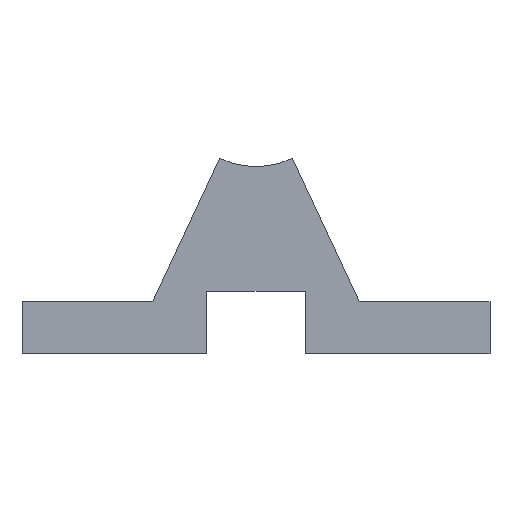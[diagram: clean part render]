
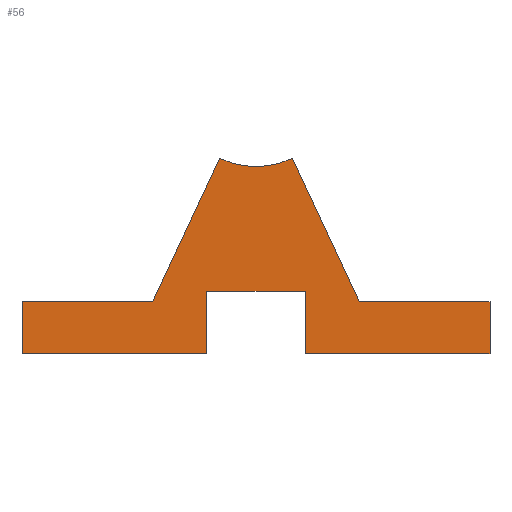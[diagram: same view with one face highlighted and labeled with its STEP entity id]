
A CAD part, front view. The second image highlights one B-rep face of the part: STEP entity #56.
In plain terms, the highlighted planar face has unit normal (0, -1, 0).
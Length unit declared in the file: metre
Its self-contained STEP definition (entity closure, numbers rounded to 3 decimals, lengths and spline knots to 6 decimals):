
#56 = ADVANCED_FACE( '', ( #137 ), #138, .T. );
#137 = FACE_OUTER_BOUND( '', #294, .T. );
#138 = PLANE( '', #295 );
#294 = EDGE_LOOP( '', ( #445, #446, #447, #448, #449, #450, #451, #452, #453, #454, #455, #456 ) );
#295 = AXIS2_PLACEMENT_3D( '', #457, #458, #459 );
#445 = ORIENTED_EDGE( '', *, *, #717, .F. );
#446 = ORIENTED_EDGE( '', *, *, #718, .T. );
#447 = ORIENTED_EDGE( '', *, *, #719, .T. );
#448 = ORIENTED_EDGE( '', *, *, #720, .T. );
#449 = ORIENTED_EDGE( '', *, *, #721, .F. );
#450 = ORIENTED_EDGE( '', *, *, #722, .F. );
#451 = ORIENTED_EDGE( '', *, *, #723, .F. );
#452 = ORIENTED_EDGE( '', *, *, #724, .F. );
#453 = ORIENTED_EDGE( '', *, *, #725, .F. );
#454 = ORIENTED_EDGE( '', *, *, #726, .F. );
#455 = ORIENTED_EDGE( '', *, *, #727, .F. );
#456 = ORIENTED_EDGE( '', *, *, #728, .F. );
#457 = CARTESIAN_POINT( '', ( 0., 0., 0.026 ) );
#458 = DIRECTION( '', ( 0., -1., 0. ) );
#459 = DIRECTION( '', ( 0., 0., -1. ) );
#717 = EDGE_CURVE( '', #821, #822, #823, .T. );
#718 = EDGE_CURVE( '', #821, #824, #825, .T. );
#719 = EDGE_CURVE( '', #824, #826, #827, .T. );
#720 = EDGE_CURVE( '', #826, #828, #829, .T. );
#721 = EDGE_CURVE( '', #830, #828, #831, .T. );
#722 = EDGE_CURVE( '', #832, #830, #833, .T. );
#723 = EDGE_CURVE( '', #834, #832, #835, .T. );
#724 = EDGE_CURVE( '', #836, #834, #837, .T. );
#725 = EDGE_CURVE( '', #838, #836, #839, .T. );
#726 = EDGE_CURVE( '', #840, #838, #841, .T. );
#727 = EDGE_CURVE( '', #842, #840, #843, .T. );
#728 = EDGE_CURVE( '', #822, #842, #844, .T. );
#821 = VERTEX_POINT( '', #985 );
#822 = VERTEX_POINT( '', #986 );
#823 = LINE( '', #987, #988 );
#824 = VERTEX_POINT( '', #989 );
#825 = LINE( '', #990, #991 );
#826 = VERTEX_POINT( '', #992 );
#827 = LINE( '', #993, #994 );
#828 = VERTEX_POINT( '', #995 );
#829 = LINE( '', #996, #997 );
#830 = VERTEX_POINT( '', #998 );
#831 = LINE( '', #999, #1000 );
#832 = VERTEX_POINT( '', #1001 );
#833 = LINE( '', #1002, #1003 );
#834 = VERTEX_POINT( '', #1004 );
#835 = LINE( '', #1005, #1006 );
#836 = VERTEX_POINT( '', #1007 );
#837 = LINE( '', #1008, #1009 );
#838 = VERTEX_POINT( '', #1010 );
#839 = CIRCLE( '', #1011, 0.008 );
#840 = VERTEX_POINT( '', #1012 );
#841 = LINE( '', #1013, #1014 );
#842 = VERTEX_POINT( '', #1015 );
#843 = LINE( '', #1016, #1017 );
#844 = LINE( '', #1018, #1019 );
#985 = CARTESIAN_POINT( '', ( -0.00475, 0., 0. ) );
#986 = CARTESIAN_POINT( '', ( -0.0225, 0., 0. ) );
#987 = CARTESIAN_POINT( '', ( 0.0225, 0., 0. ) );
#988 = VECTOR( '', #1548, 1. );
#989 = CARTESIAN_POINT( '', ( -0.00475, 0., 0.006 ) );
#990 = CARTESIAN_POINT( '', ( -0.00475, 0., 0. ) );
#991 = VECTOR( '', #1549, 1. );
#992 = CARTESIAN_POINT( '', ( 0.00475, 0., 0.006 ) );
#993 = CARTESIAN_POINT( '', ( -0.00475, 0., 0.006 ) );
#994 = VECTOR( '', #1550, 1. );
#995 = CARTESIAN_POINT( '', ( 0.00475, 0., 0. ) );
#996 = CARTESIAN_POINT( '', ( 0.00475, 0., 0.006 ) );
#997 = VECTOR( '', #1551, 1. );
#998 = CARTESIAN_POINT( '', ( 0.0225, 0., 0. ) );
#999 = CARTESIAN_POINT( '', ( 0.0225, 0., 0. ) );
#1000 = VECTOR( '', #1552, 1. );
#1001 = CARTESIAN_POINT( '', ( 0.0225, 0., 0.005 ) );
#1002 = CARTESIAN_POINT( '', ( 0.0225, 0., 0. ) );
#1003 = VECTOR( '', #1553, 1. );
#1004 = CARTESIAN_POINT( '', ( 0.009938, 0., 0.005 ) );
#1005 = CARTESIAN_POINT( '', ( 0.0225, 0., 0.005 ) );
#1006 = VECTOR( '', #1554, 1. );
#1007 = CARTESIAN_POINT( '', ( 0.0035, 0., 0.018806 ) );
#1008 = CARTESIAN_POINT( '', ( 0.009938, 0., 0.005 ) );
#1009 = VECTOR( '', #1555, 1. );
#1010 = CARTESIAN_POINT( '', ( -0.0035, 0., 0.018806 ) );
#1011 = AXIS2_PLACEMENT_3D( '', #1556, #1557, #1558 );
#1012 = CARTESIAN_POINT( '', ( -0.009938, 0., 0.005 ) );
#1013 = CARTESIAN_POINT( '', ( -0.009938, 0., 0.005 ) );
#1014 = VECTOR( '', #1559, 1. );
#1015 = CARTESIAN_POINT( '', ( -0.0225, 0., 0.005 ) );
#1016 = CARTESIAN_POINT( '', ( -0.0225, 0., 0.005 ) );
#1017 = VECTOR( '', #1560, 1. );
#1018 = CARTESIAN_POINT( '', ( -0.0225, 0., 0. ) );
#1019 = VECTOR( '', #1561, 1. );
#1548 = DIRECTION( '', ( -1., 0., 0. ) );
#1549 = DIRECTION( '', ( 0., 0., 1. ) );
#1550 = DIRECTION( '', ( 1., 0., 0. ) );
#1551 = DIRECTION( '', ( 0., 0., -1. ) );
#1552 = DIRECTION( '', ( -1., 0., 0. ) );
#1553 = DIRECTION( '', ( 0., 0., -1. ) );
#1554 = DIRECTION( '', ( 1., 0., 0. ) );
#1555 = DIRECTION( '', ( 0.423, 0., -0.906 ) );
#1556 = CARTESIAN_POINT( '', ( 0., 0., 0.026 ) );
#1557 = DIRECTION( '', ( 0., -1., 0. ) );
#1558 = DIRECTION( '', ( 1., 0., 0. ) );
#1559 = DIRECTION( '', ( 0.423, 0., 0.906 ) );
#1560 = DIRECTION( '', ( 1., 0., 0. ) );
#1561 = DIRECTION( '', ( 0., 0., 1. ) );
